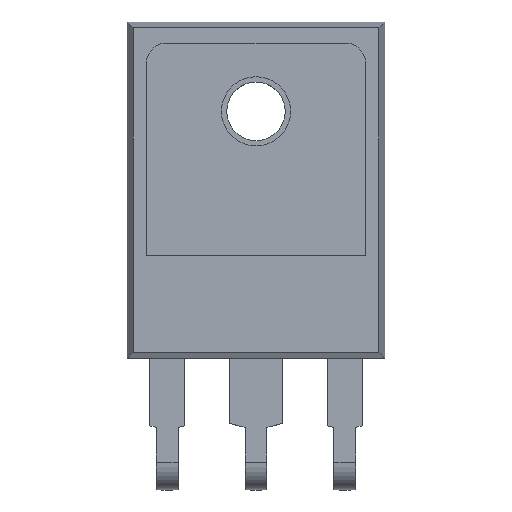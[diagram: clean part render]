
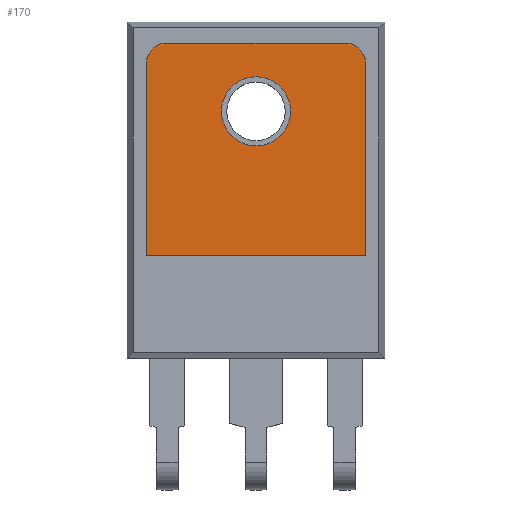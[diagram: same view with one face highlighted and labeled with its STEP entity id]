
A CAD part, top view. The second image highlights one B-rep face of the part: STEP entity #170.
In plain terms, the highlighted planar face has unit normal (0, 0, 1).
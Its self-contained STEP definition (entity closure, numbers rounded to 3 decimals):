
#170=ADVANCED_FACE('',(#1013,#1015),#1017,.T.);
#1013=FACE_BOUND('',#1014,.T.);
#1014=EDGE_LOOP('',(#1669,#1670,#1671,#1672,#1673,#1674));
#1015=FACE_BOUND('',#1016,.T.);
#1016=EDGE_LOOP('',(#1675));
#1017=PLANE('',#1018);
#1018=AXIS2_PLACEMENT_3D('',#1019,#1020,#1021);
#1019=CARTESIAN_POINT('',(0.,0.,5.3));
#1020=DIRECTION('',(0.,0.,1.));
#1021=DIRECTION('',(1.,0.,0.));
#1669=ORIENTED_EDGE('',*,*,#2088,.T.);
#1670=ORIENTED_EDGE('',*,*,#2091,.T.);
#1671=ORIENTED_EDGE('',*,*,#2093,.T.);
#1672=ORIENTED_EDGE('',*,*,#2095,.T.);
#1673=ORIENTED_EDGE('',*,*,#2097,.T.);
#1674=ORIENTED_EDGE('',*,*,#2098,.T.);
#1675=ORIENTED_EDGE('',*,*,#2099,.T.);
#2088=EDGE_CURVE('',#2318,#2316,#2319,.T.);
#2091=EDGE_CURVE('',#2316,#2321,#2323,.T.);
#2093=EDGE_CURVE('',#2321,#2324,#2326,.T.);
#2095=EDGE_CURVE('',#2324,#2327,#2329,.T.);
#2097=EDGE_CURVE('',#2327,#2330,#2332,.T.);
#2098=EDGE_CURVE('',#2330,#2318,#2333,.T.);
#2099=EDGE_CURVE('',#2334,#2334,#2335,.F.);
#2316=VERTEX_POINT('',#2693);
#2318=VERTEX_POINT('',#2697);
#2319=CIRCLE('',#2698,1.25);
#2321=VERTEX_POINT('',#2705);
#2323=LINE('',#2709,#2710);
#2324=VERTEX_POINT('',#2712);
#2326=LINE('',#2716,#2717);
#2327=VERTEX_POINT('',#2719);
#2329=LINE('',#2723,#2724);
#2330=VERTEX_POINT('',#2726);
#2332=CIRCLE('',#2730,1.25);
#2333=LINE('',#2734,#2735);
#2334=VERTEX_POINT('',#2737);
#2335=CIRCLE('',#2738,2.125);
#2693=CARTESIAN_POINT('',(-6.75,25.81,5.3));
#2697=CARTESIAN_POINT('',(-5.5,27.06,5.3));
#2698=AXIS2_PLACEMENT_3D('',#2699,#2700,#2701);
#2699=CARTESIAN_POINT('',(-5.5,25.81,5.3));
#2700=DIRECTION('',(0.,0.,1.));
#2701=DIRECTION('',(0.,1.,0.));
#2705=CARTESIAN_POINT('',(-6.75,13.96,5.3));
#2709=CARTESIAN_POINT('',(-6.75,25.81,5.3));
#2710=VECTOR('',#2711,1.);
#2711=DIRECTION('',(0.,-1.,0.));
#2712=CARTESIAN_POINT('',(6.75,13.96,5.3));
#2716=CARTESIAN_POINT('',(-6.75,13.96,5.3));
#2717=VECTOR('',#2718,1.);
#2718=DIRECTION('',(1.,0.,0.));
#2719=CARTESIAN_POINT('',(6.75,25.81,5.3));
#2723=CARTESIAN_POINT('',(6.75,13.96,5.3));
#2724=VECTOR('',#2725,1.);
#2725=DIRECTION('',(0.,1.,0.));
#2726=CARTESIAN_POINT('',(5.5,27.06,5.3));
#2730=AXIS2_PLACEMENT_3D('',#2731,#2732,#2733);
#2731=CARTESIAN_POINT('',(5.5,25.81,5.3));
#2732=DIRECTION('',(0.,0.,1.));
#2733=DIRECTION('',(1.,0.,0.));
#2734=CARTESIAN_POINT('',(5.5,27.06,5.3));
#2735=VECTOR('',#2736,1.);
#2736=DIRECTION('',(-1.,0.,0.));
#2737=CARTESIAN_POINT('',(2.125,22.86,5.3));
#2738=AXIS2_PLACEMENT_3D('',#2739,#2740,#2741);
#2739=CARTESIAN_POINT('',(0.,22.86,5.3));
#2740=DIRECTION('',(0.,0.,1.));
#2741=DIRECTION('',(1.,0.,0.));
